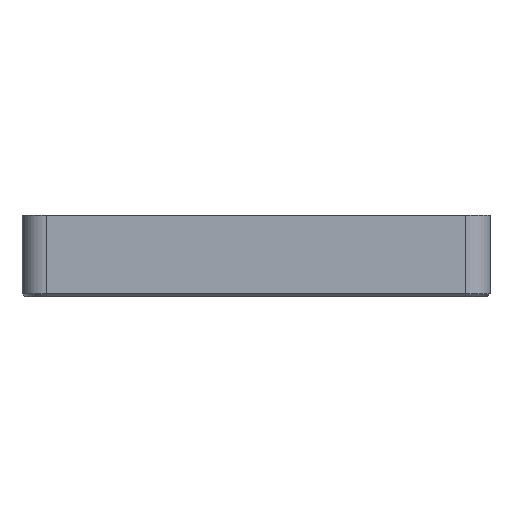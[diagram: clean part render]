
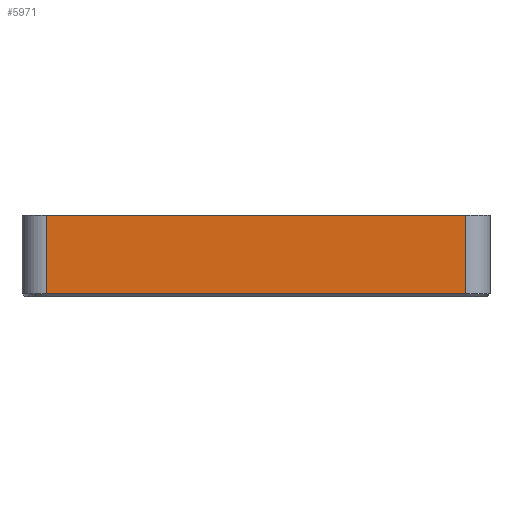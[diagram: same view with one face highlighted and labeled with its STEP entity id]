
A CAD part, left-side view. The second image highlights one B-rep face of the part: STEP entity #5971.
In plain terms, the highlighted planar face has unit normal (-1, 0, 0).
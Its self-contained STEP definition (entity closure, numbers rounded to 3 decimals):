
#457=LINE('',#8898,#996);
#461=LINE('',#8911,#1000);
#790=LINE('',#10797,#1329);
#800=LINE('',#10825,#1339);
#996=VECTOR('',#7058,10.);
#1000=VECTOR('',#7074,10.);
#1329=VECTOR('',#8343,10.);
#1339=VECTOR('',#8379,10.);
#1699=FACE_OUTER_BOUND('',#2082,.T.);
#2082=EDGE_LOOP('',(#5401,#5402,#5403,#5404));
#2554=VERTEX_POINT('',#8892);
#2555=VERTEX_POINT('',#8896);
#2558=VERTEX_POINT('',#8910);
#2870=VERTEX_POINT('',#10795);
#3127=EDGE_CURVE('',#2554,#2555,#457,.T.);
#3133=EDGE_CURVE('',#2558,#2554,#461,.T.);
#3715=EDGE_CURVE('',#2555,#2870,#790,.T.);
#3729=EDGE_CURVE('',#2558,#2870,#800,.T.);
#5401=ORIENTED_EDGE('',*,*,#3127,.T.);
#5402=ORIENTED_EDGE('',*,*,#3715,.T.);
#5403=ORIENTED_EDGE('',*,*,#3729,.F.);
#5404=ORIENTED_EDGE('',*,*,#3133,.T.);
#5610=PLANE('',#6596);
#5971=ADVANCED_FACE('',(#1699),#5610,.F.);
#6596=AXIS2_PLACEMENT_3D('',#10824,#8377,#8378);
#7058=DIRECTION('',(0.,-1.,0.));
#7074=DIRECTION('',(0.,0.,-1.));
#8343=DIRECTION('',(0.,0.,1.));
#8377=DIRECTION('center_axis',(1.,0.,0.));
#8378=DIRECTION('ref_axis',(0.,1.,0.));
#8379=DIRECTION('',(0.,-1.,0.));
#8892=CARTESIAN_POINT('',(116.75,-2.,-9.5));
#8896=CARTESIAN_POINT('',(116.75,-80.,-9.5));
#8898=CARTESIAN_POINT('',(116.75,-60.5,-9.5));
#8910=CARTESIAN_POINT('',(116.75,-2.,5.1));
#8911=CARTESIAN_POINT('',(116.75,-2.,5.1));
#10795=CARTESIAN_POINT('',(116.75,-80.,5.1));
#10797=CARTESIAN_POINT('',(116.75,-80.,-10.));
#10824=CARTESIAN_POINT('Origin',(116.75,-80.,-10.));
#10825=CARTESIAN_POINT('',(116.75,-2.,5.1));
